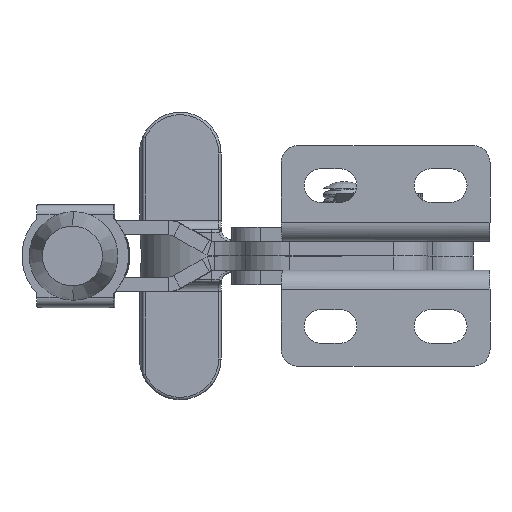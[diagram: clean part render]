
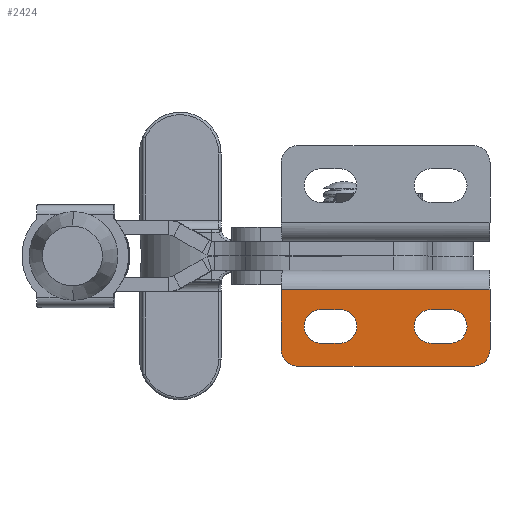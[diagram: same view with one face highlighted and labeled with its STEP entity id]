
A CAD part, front view. The second image highlights one B-rep face of the part: STEP entity #2424.
In plain terms, the highlighted planar face has unit normal (0, -1, 0).
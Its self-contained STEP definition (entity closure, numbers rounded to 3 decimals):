
#2424 = ADVANCED_FACE ( 'NONE', ( #13055, #13064, #13062 ), #21452, .T. ) ;
#8264 = LINE ( 'NONE', #11191, #8265 ) ;
#8265 = VECTOR ( 'NONE', #11192, 1000. ) ;
#8268 = LINE ( 'NONE', #11208, #8282 ) ;
#8270 = LINE ( 'NONE', #11198, #8273 ) ;
#8272 = LINE ( 'NONE', #11200, #8275 ) ;
#8273 = VECTOR ( 'NONE', #11199, 1000. ) ;
#8275 = VECTOR ( 'NONE', #11201, 1000. ) ;
#8278 = CIRCLE ( 'NONE', #16603, 3.5 ) ;
#8280 = LINE ( 'NONE', #11218, #8288 ) ;
#8281 = CIRCLE ( 'NONE', #16604, 3.5 ) ;
#8282 = VECTOR ( 'NONE', #11195, 1000. ) ;
#8283 = LINE ( 'NONE', #11207, #8285 ) ;
#8284 = CIRCLE ( 'NONE', #16605, 3.5 ) ;
#8285 = VECTOR ( 'NONE', #11206, 1000. ) ;
#8287 = CIRCLE ( 'NONE', #16606, 3.5 ) ;
#8288 = VECTOR ( 'NONE', #11212, 1000. ) ;
#8289 = LINE ( 'NONE', #11217, #8291 ) ;
#8290 = LINE ( 'NONE', #11225, #8293 ) ;
#8291 = VECTOR ( 'NONE', #11216, 1000. ) ;
#8292 = CIRCLE ( 'NONE', #16607, 3.5 ) ;
#8293 = VECTOR ( 'NONE', #11226, 1000. ) ;
#8294 = CIRCLE ( 'NONE', #16608, 3.5 ) ;
#10446 = EDGE_LOOP ( 'NONE', ( #26705, #26706, #26707, #26708 ) ) ;
#10562 = EDGE_LOOP ( 'NONE', ( #26709, #26710, #26711, #26712 ) ) ;
#10764 = EDGE_LOOP ( 'NONE', ( #26713, #26714, #26715, #26716, #26717, #26718 ) ) ;
#11191 = CARTESIAN_POINT ( 'NONE',  ( 0., -3., -4. ) ) ;
#11192 = DIRECTION ( 'NONE',  ( -1., 0., 0. ) ) ;
#11195 = DIRECTION ( 'NONE',  ( 1., 0., 0. ) ) ;
#11198 = CARTESIAN_POINT ( 'NONE',  ( 0., -3., -3. ) ) ;
#11199 = DIRECTION ( 'NONE',  ( 0., 0., -1. ) ) ;
#11200 = CARTESIAN_POINT ( 'NONE',  ( 43.6, -3., -20. ) ) ;
#11201 = DIRECTION ( 'NONE',  ( 0., 0., 1. ) ) ;
#11206 = DIRECTION ( 'NONE',  ( -1., 0., 0. ) ) ;
#11207 = CARTESIAN_POINT ( 'NONE',  ( 31.3, -3., -15.19 ) ) ;
#11208 = CARTESIAN_POINT ( 'NONE',  ( 31.3, -3., -8.19 ) ) ;
#11209 = CARTESIAN_POINT ( 'NONE',  ( 31.3, -3., -11.69 ) ) ;
#11210 = DIRECTION ( 'NONE',  ( 0., 1., 0. ) ) ;
#11211 = DIRECTION ( 'NONE',  ( 0., 0., 1. ) ) ;
#11212 = DIRECTION ( 'NONE',  ( 1., 0., 0. ) ) ;
#11213 = CARTESIAN_POINT ( 'NONE',  ( 35.3, -3., -11.69 ) ) ;
#11214 = DIRECTION ( 'NONE',  ( 0., 1., 0. ) ) ;
#11215 = DIRECTION ( 'NONE',  ( 0., 0., 1. ) ) ;
#11216 = DIRECTION ( 'NONE',  ( -1., 0., 0. ) ) ;
#11217 = CARTESIAN_POINT ( 'NONE',  ( 8.3, -3., -15.19 ) ) ;
#11218 = CARTESIAN_POINT ( 'NONE',  ( 8.3, -3., -8.19 ) ) ;
#11219 = CARTESIAN_POINT ( 'NONE',  ( 8.3, -3., -11.69 ) ) ;
#11220 = DIRECTION ( 'NONE',  ( 0., 1., 0. ) ) ;
#11221 = DIRECTION ( 'NONE',  ( 0., 0., 1. ) ) ;
#11222 = CARTESIAN_POINT ( 'NONE',  ( 12.3, -3., -11.69 ) ) ;
#11223 = DIRECTION ( 'NONE',  ( 0., 1., 0. ) ) ;
#11224 = DIRECTION ( 'NONE',  ( 0., 0., 1. ) ) ;
#11225 = CARTESIAN_POINT ( 'NONE',  ( 0., -3., -20. ) ) ;
#11226 = DIRECTION ( 'NONE',  ( 1., 0., 0. ) ) ;
#11229 = CARTESIAN_POINT ( 'NONE',  ( 40.1, -3., -16.5 ) ) ;
#11230 = DIRECTION ( 'NONE',  ( 0., -1., 0. ) ) ;
#11231 = DIRECTION ( 'NONE',  ( 0., 0., -1. ) ) ;
#11232 = CARTESIAN_POINT ( 'NONE',  ( 3.5, -3., -16.5 ) ) ;
#11233 = DIRECTION ( 'NONE',  ( 0., -1., 0. ) ) ;
#11234 = DIRECTION ( 'NONE',  ( 0., 0., -1. ) ) ;
#11376 = VERTEX_POINT ( 'NONE', #22561 ) ;
#12018 = VERTEX_POINT ( 'NONE', #29229 ) ;
#12159 = VERTEX_POINT ( 'NONE', #29313 ) ;
#13055 = FACE_BOUND ( 'NONE', #10446, .T. ) ;
#13062 = FACE_OUTER_BOUND ( 'NONE', #10764, .T. ) ;
#13064 = FACE_BOUND ( 'NONE', #10562, .T. ) ;
#16603 = AXIS2_PLACEMENT_3D ( 'NONE', #11209, #11210, #11211 ) ;
#16604 = AXIS2_PLACEMENT_3D ( 'NONE', #11213, #11214, #11215 ) ;
#16605 = AXIS2_PLACEMENT_3D ( 'NONE', #11219, #11220, #11221 ) ;
#16606 = AXIS2_PLACEMENT_3D ( 'NONE', #11222, #11223, #11224 ) ;
#16607 = AXIS2_PLACEMENT_3D ( 'NONE', #11229, #11230, #11231 ) ;
#16608 = AXIS2_PLACEMENT_3D ( 'NONE', #11232, #11233, #11234 ) ;
#21445 = DIRECTION ( 'NONE',  ( 0., -1., 0. ) ) ;
#21451 = CARTESIAN_POINT ( 'NONE',  ( 0., -3., 0. ) ) ;
#21452 = PLANE ( 'NONE',  #25476 ) ;
#21454 = DIRECTION ( 'NONE',  ( 0., 0., -1. ) ) ;
#22561 = CARTESIAN_POINT ( 'NONE',  ( 31.3, -3., -15.19 ) ) ;
#24343 = VERTEX_POINT ( 'NONE', #29462 ) ;
#24371 = VERTEX_POINT ( 'NONE', #29490 ) ;
#24377 = VERTEX_POINT ( 'NONE', #29496 ) ;
#24381 = VERTEX_POINT ( 'NONE', #29500 ) ;
#24401 = VERTEX_POINT ( 'NONE', #29520 ) ;
#24460 = VERTEX_POINT ( 'NONE', #29579 ) ;
#24523 = VERTEX_POINT ( 'NONE', #29642 ) ;
#24586 = VERTEX_POINT ( 'NONE', #29705 ) ;
#24688 = VERTEX_POINT ( 'NONE', #29806 ) ;
#24730 = VERTEX_POINT ( 'NONE', #29848 ) ;
#24742 = VERTEX_POINT ( 'NONE', #29860 ) ;
#25476 = AXIS2_PLACEMENT_3D ( 'NONE', #21451, #21445, #21454 ) ;
#26705 = ORIENTED_EDGE ( 'NONE', *, *, #30760, .T. ) ;
#26706 = ORIENTED_EDGE ( 'NONE', *, *, #30761, .T. ) ;
#26707 = ORIENTED_EDGE ( 'NONE', *, *, #30762, .T. ) ;
#26708 = ORIENTED_EDGE ( 'NONE', *, *, #30763, .T. ) ;
#26709 = ORIENTED_EDGE ( 'NONE', *, *, #30764, .T. ) ;
#26710 = ORIENTED_EDGE ( 'NONE', *, *, #30765, .T. ) ;
#26711 = ORIENTED_EDGE ( 'NONE', *, *, #30766, .T. ) ;
#26712 = ORIENTED_EDGE ( 'NONE', *, *, #30767, .T. ) ;
#26713 = ORIENTED_EDGE ( 'NONE', *, *, #30768, .T. ) ;
#26714 = ORIENTED_EDGE ( 'NONE', *, *, #30769, .T. ) ;
#26715 = ORIENTED_EDGE ( 'NONE', *, *, #30757, .T. ) ;
#26716 = ORIENTED_EDGE ( 'NONE', *, *, #30752, .T. ) ;
#26717 = ORIENTED_EDGE ( 'NONE', *, *, #30756, .T. ) ;
#26718 = ORIENTED_EDGE ( 'NONE', *, *, #30770, .T. ) ;
#29229 = CARTESIAN_POINT ( 'NONE',  ( 43.6, -3., -4. ) ) ;
#29313 = CARTESIAN_POINT ( 'NONE',  ( 0., -3., -4. ) ) ;
#29462 = CARTESIAN_POINT ( 'NONE',  ( 8.3, -3., -8.19 ) ) ;
#29490 = CARTESIAN_POINT ( 'NONE',  ( 0., -3., -16.5 ) ) ;
#29496 = CARTESIAN_POINT ( 'NONE',  ( 31.3, -3., -8.19 ) ) ;
#29500 = CARTESIAN_POINT ( 'NONE',  ( 8.3, -3., -15.19 ) ) ;
#29520 = CARTESIAN_POINT ( 'NONE',  ( 12.3, -3., -8.19 ) ) ;
#29579 = CARTESIAN_POINT ( 'NONE',  ( 35.3, -3., -15.19 ) ) ;
#29642 = CARTESIAN_POINT ( 'NONE',  ( 43.6, -3., -16.5 ) ) ;
#29705 = CARTESIAN_POINT ( 'NONE',  ( 3.5, -3., -20. ) ) ;
#29806 = CARTESIAN_POINT ( 'NONE',  ( 12.3, -3., -15.19 ) ) ;
#29848 = CARTESIAN_POINT ( 'NONE',  ( 40.1, -3., -20. ) ) ;
#29860 = CARTESIAN_POINT ( 'NONE',  ( 35.3, -3., -8.19 ) ) ;
#30752 = EDGE_CURVE ( 'NONE', #12018, #12159, #8264, .T. ) ;
#30756 = EDGE_CURVE ( 'NONE', #12159, #24371, #8270, .T. ) ;
#30757 = EDGE_CURVE ( 'NONE', #24523, #12018, #8272, .T. ) ;
#30760 = EDGE_CURVE ( 'NONE', #11376, #24377, #8278, .T. ) ;
#30761 = EDGE_CURVE ( 'NONE', #24377, #24742, #8268, .T. ) ;
#30762 = EDGE_CURVE ( 'NONE', #24742, #24460, #8281, .T. ) ;
#30763 = EDGE_CURVE ( 'NONE', #24460, #11376, #8283, .T. ) ;
#30764 = EDGE_CURVE ( 'NONE', #24381, #24343, #8284, .T. ) ;
#30765 = EDGE_CURVE ( 'NONE', #24343, #24401, #8280, .T. ) ;
#30766 = EDGE_CURVE ( 'NONE', #24401, #24688, #8287, .T. ) ;
#30767 = EDGE_CURVE ( 'NONE', #24688, #24381, #8289, .T. ) ;
#30768 = EDGE_CURVE ( 'NONE', #24586, #24730, #8290, .T. ) ;
#30769 = EDGE_CURVE ( 'NONE', #24730, #24523, #8292, .T. ) ;
#30770 = EDGE_CURVE ( 'NONE', #24371, #24586, #8294, .T. ) ;
